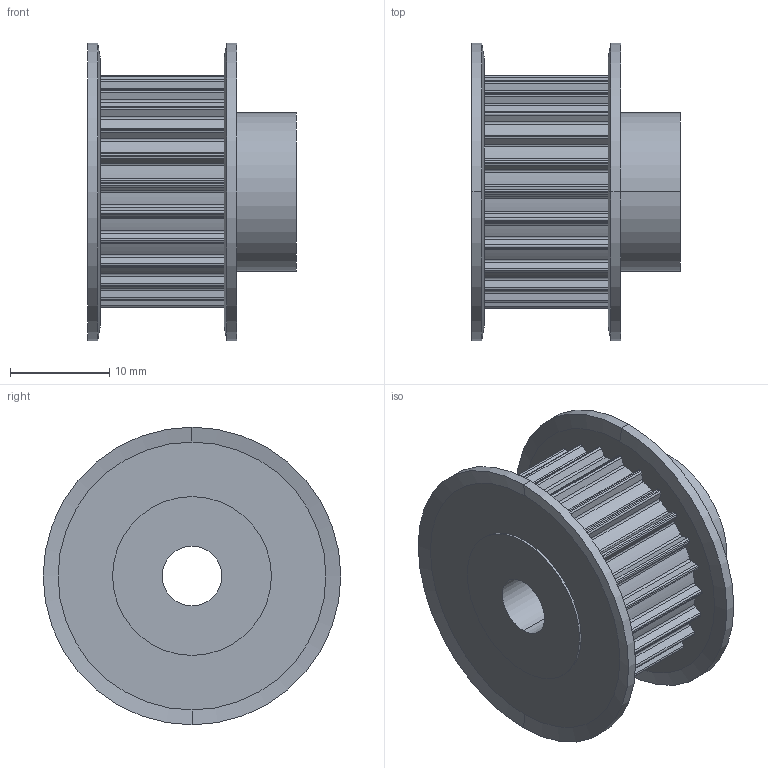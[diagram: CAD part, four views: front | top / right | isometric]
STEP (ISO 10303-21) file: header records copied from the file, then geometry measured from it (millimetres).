
FILE_DESCRIPTION(('STEP AP214'),'1');
FILE_NAME('cctmp_66796AA9-1328-4813-A797-A6E9BBBE37A2_2021_1_6_11_25_34_427..stp','2021-01-06T10:25:34',('Mulco-Europe EWIV'),('CADClick - www.CADClick.com'),'Spatial InterOp 3D',' ','unknown authorization');
FILE_SCHEMA(('AUTOMOTIVE_DESIGN'));
Length unit declared in the file: millimetre
Products named in the file (1): 2021_01_06__11-25-34-411
Bounding box: 21 x 30 x 30 mm (x, y, z)
Volume: 6887.6 mm3; surface area: 4181 mm2
Topology: 1 solids, 1 shells, 225 faces, 649 edges, 430 vertices
Faces by surface type: cylinder 161, plane 56, cone 8
Entity records: 9377 total; most frequent: DIRECTION 1431, CARTESIAN_POINT 1305, ORIENTED_EDGE 1298, EDGE_CURVE 649, AXIS2_PLACEMENT_3D 556, VERTEX_POINT 430, CIRCLE 330, LINE 319
